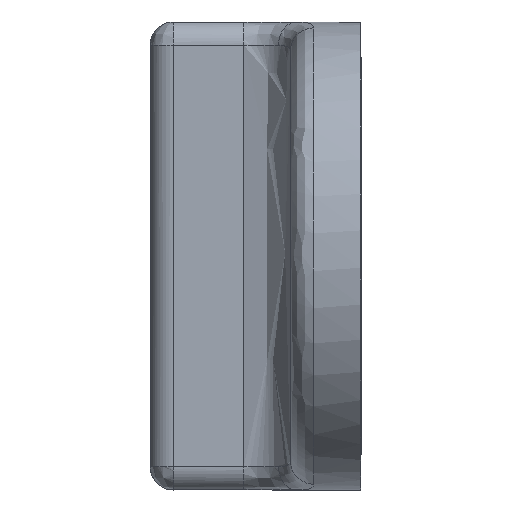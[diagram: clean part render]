
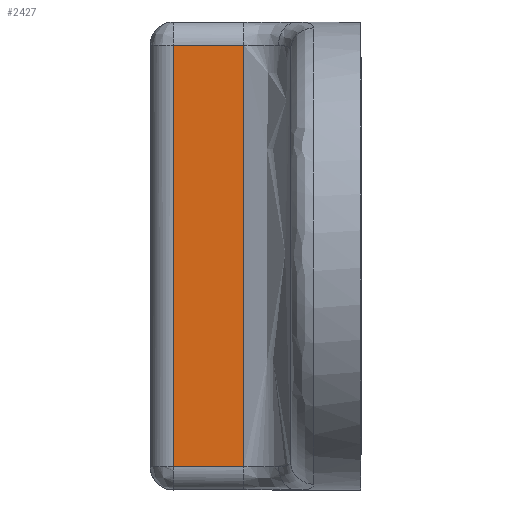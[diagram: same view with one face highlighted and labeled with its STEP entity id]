
A CAD part, left-side view. The second image highlights one B-rep face of the part: STEP entity #2427.
In plain terms, the highlighted free-form (B-spline) face has degree [1, 1] with [2, 2] control points.
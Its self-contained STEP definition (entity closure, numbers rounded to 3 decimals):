
#38 = B_SPLINE_CURVE_WITH_KNOTS ( 'NONE', 1,
 ( #384, #4043 ),
 .UNSPECIFIED., .F., .F.,
 ( 2, 2 ),
 ( -1., 0. ),
 .UNSPECIFIED. ) ;
#384 = CARTESIAN_POINT ( 'NONE',  ( 0., 8., -19. ) ) ;
#537 = CARTESIAN_POINT ( 'NONE',  ( 0., 8., -19. ) ) ;
#544 = VERTEX_POINT ( 'NONE', #783 ) ;
#637 = B_SPLINE_SURFACE_WITH_KNOTS ( 'NONE', 1, 1, ( 
 ( #1371, #775 ),
 ( #7500, #1977 ) ),
 .UNSPECIFIED., .F., .F., .F.,
 ( 2, 2 ),
 ( 2, 2 ),
 ( 0., 1. ),
 ( 0., 1. ),
 .UNSPECIFIED. ) ;
#775 = CARTESIAN_POINT ( 'NONE',  ( 0., 8., -1. ) ) ;
#783 = CARTESIAN_POINT ( 'NONE',  ( 0., 5., -19. ) ) ;
#870 = CARTESIAN_POINT ( 'NONE',  ( 0., 5., -1. ) ) ;
#978 = CARTESIAN_POINT ( 'NONE',  ( 0., 5., -1. ) ) ;
#1371 = CARTESIAN_POINT ( 'NONE',  ( 0., 5., -1. ) ) ;
#1600 = EDGE_CURVE ( 'NONE', #2091, #544, #38, .T. ) ;
#1735 = B_SPLINE_CURVE_WITH_KNOTS ( 'NONE', 1,
 ( #870, #2172 ),
 .UNSPECIFIED., .F., .F.,
 ( 2, 2 ),
 ( -1., 0. ),
 .UNSPECIFIED. ) ;
#1786 = B_SPLINE_CURVE_WITH_KNOTS ( 'NONE', 1,
 ( #537, #5504 ),
 .UNSPECIFIED., .F., .F.,
 ( 2, 2 ),
 ( 0., 1. ),
 .UNSPECIFIED. ) ;
#1977 = CARTESIAN_POINT ( 'NONE',  ( 0., 8., -19. ) ) ;
#2091 = VERTEX_POINT ( 'NONE', #3631 ) ;
#2172 = CARTESIAN_POINT ( 'NONE',  ( 0., 8., -1. ) ) ;
#2179 = EDGE_CURVE ( 'NONE', #2091, #3315, #1786, .T. ) ;
#2421 = ORIENTED_EDGE ( 'NONE', *, *, #1600, .F. ) ;
#2427 = ADVANCED_FACE ( 'NONE', ( #4647 ), #637, .T. ) ;
#2513 = EDGE_CURVE ( 'NONE', #4405, #3315, #1735, .T. ) ;
#2672 = B_SPLINE_CURVE_WITH_KNOTS ( 'NONE', 1,
 ( #978, #5251 ),
 .UNSPECIFIED., .F., .F.,
 ( 2, 2 ),
 ( 0., 1. ),
 .UNSPECIFIED. ) ;
#3315 = VERTEX_POINT ( 'NONE', #4606 ) ;
#3631 = CARTESIAN_POINT ( 'NONE',  ( 0., 8., -19. ) ) ;
#4043 = CARTESIAN_POINT ( 'NONE',  ( 0., 5., -19. ) ) ;
#4405 = VERTEX_POINT ( 'NONE', #5272 ) ;
#4515 = ORIENTED_EDGE ( 'NONE', *, *, #2179, .T. ) ;
#4561 = ORIENTED_EDGE ( 'NONE', *, *, #5340, .T. ) ;
#4580 = ORIENTED_EDGE ( 'NONE', *, *, #2513, .F. ) ;
#4606 = CARTESIAN_POINT ( 'NONE',  ( 0., 8., -1. ) ) ;
#4647 = FACE_OUTER_BOUND ( 'NONE', #6527, .T. ) ;
#5251 = CARTESIAN_POINT ( 'NONE',  ( 0., 5., -19. ) ) ;
#5272 = CARTESIAN_POINT ( 'NONE',  ( 0., 5., -1. ) ) ;
#5340 = EDGE_CURVE ( 'NONE', #4405, #544, #2672, .T. ) ;
#5504 = CARTESIAN_POINT ( 'NONE',  ( 0., 8., -1. ) ) ;
#6527 = EDGE_LOOP ( 'NONE', ( #4580, #4561, #2421, #4515 ) ) ;
#7500 = CARTESIAN_POINT ( 'NONE',  ( 0., 5., -19. ) ) ;
